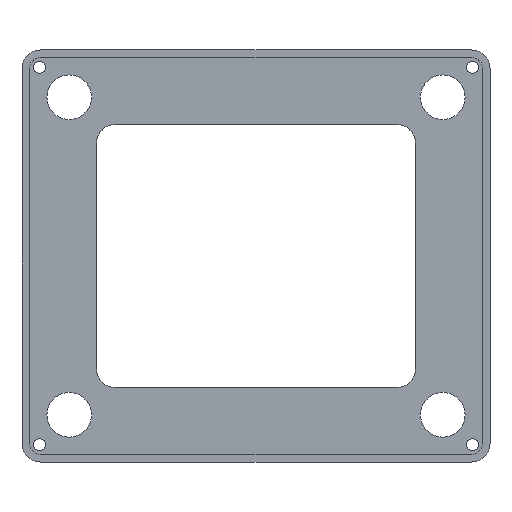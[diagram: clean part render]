
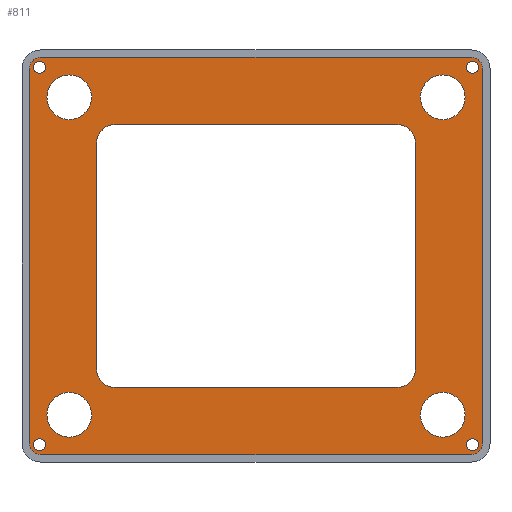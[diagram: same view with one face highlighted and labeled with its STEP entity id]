
A CAD part, top view. The second image highlights one B-rep face of the part: STEP entity #811.
In plain terms, the highlighted planar face has unit normal (0, 0, 1).
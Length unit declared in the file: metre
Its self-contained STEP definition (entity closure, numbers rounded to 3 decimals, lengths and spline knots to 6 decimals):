
#52=LINE('',#1216,#112);
#53=LINE('',#1221,#113);
#54=LINE('',#1225,#114);
#55=LINE('',#1229,#115);
#56=LINE('',#1240,#116);
#57=LINE('',#1245,#117);
#58=LINE('',#1249,#118);
#59=LINE('',#1253,#119);
#112=VECTOR('',#974,1.);
#113=VECTOR('',#977,1.);
#114=VECTOR('',#980,1.);
#115=VECTOR('',#983,1.);
#116=VECTOR('',#994,1.);
#117=VECTOR('',#997,1.);
#118=VECTOR('',#1000,1.);
#119=VECTOR('',#1003,1.);
#172=ORIENTED_EDGE('',*,*,#404,.T.);
#173=ORIENTED_EDGE('',*,*,#405,.T.);
#174=ORIENTED_EDGE('',*,*,#406,.T.);
#175=ORIENTED_EDGE('',*,*,#407,.T.);
#176=ORIENTED_EDGE('',*,*,#408,.F.);
#177=ORIENTED_EDGE('',*,*,#409,.T.);
#178=ORIENTED_EDGE('',*,*,#410,.T.);
#179=ORIENTED_EDGE('',*,*,#411,.T.);
#180=ORIENTED_EDGE('',*,*,#412,.T.);
#181=ORIENTED_EDGE('',*,*,#413,.T.);
#182=ORIENTED_EDGE('',*,*,#414,.F.);
#183=ORIENTED_EDGE('',*,*,#415,.T.);
#184=ORIENTED_EDGE('',*,*,#416,.T.);
#185=ORIENTED_EDGE('',*,*,#417,.T.);
#186=ORIENTED_EDGE('',*,*,#418,.T.);
#187=ORIENTED_EDGE('',*,*,#419,.T.);
#188=ORIENTED_EDGE('',*,*,#420,.F.);
#189=ORIENTED_EDGE('',*,*,#421,.F.);
#190=ORIENTED_EDGE('',*,*,#422,.F.);
#191=ORIENTED_EDGE('',*,*,#423,.F.);
#192=ORIENTED_EDGE('',*,*,#424,.F.);
#193=ORIENTED_EDGE('',*,*,#425,.F.);
#194=ORIENTED_EDGE('',*,*,#426,.F.);
#195=ORIENTED_EDGE('',*,*,#427,.F.);
#404=EDGE_CURVE('',#520,#520,#600,.T.);
#405=EDGE_CURVE('',#521,#521,#601,.T.);
#406=EDGE_CURVE('',#522,#522,#602,.T.);
#407=EDGE_CURVE('',#523,#523,#603,.T.);
#408=EDGE_CURVE('',#524,#525,#52,.T.);
#409=EDGE_CURVE('',#524,#526,#604,.T.);
#410=EDGE_CURVE('',#526,#527,#53,.T.);
#411=EDGE_CURVE('',#527,#528,#605,.T.);
#412=EDGE_CURVE('',#528,#529,#54,.T.);
#413=EDGE_CURVE('',#529,#530,#606,.T.);
#414=EDGE_CURVE('',#531,#530,#55,.T.);
#415=EDGE_CURVE('',#531,#525,#607,.T.);
#416=EDGE_CURVE('',#532,#532,#608,.T.);
#417=EDGE_CURVE('',#533,#533,#609,.T.);
#418=EDGE_CURVE('',#534,#534,#610,.T.);
#419=EDGE_CURVE('',#535,#535,#611,.T.);
#420=EDGE_CURVE('',#536,#537,#56,.T.);
#421=EDGE_CURVE('',#538,#536,#612,.T.);
#422=EDGE_CURVE('',#539,#538,#57,.T.);
#423=EDGE_CURVE('',#540,#539,#613,.T.);
#424=EDGE_CURVE('',#541,#540,#58,.T.);
#425=EDGE_CURVE('',#542,#541,#614,.T.);
#426=EDGE_CURVE('',#543,#542,#59,.T.);
#427=EDGE_CURVE('',#537,#543,#615,.T.);
#520=VERTEX_POINT('',#1209);
#521=VERTEX_POINT('',#1211);
#522=VERTEX_POINT('',#1213);
#523=VERTEX_POINT('',#1215);
#524=VERTEX_POINT('',#1217);
#525=VERTEX_POINT('',#1218);
#526=VERTEX_POINT('',#1220);
#527=VERTEX_POINT('',#1222);
#528=VERTEX_POINT('',#1224);
#529=VERTEX_POINT('',#1226);
#530=VERTEX_POINT('',#1228);
#531=VERTEX_POINT('',#1230);
#532=VERTEX_POINT('',#1233);
#533=VERTEX_POINT('',#1235);
#534=VERTEX_POINT('',#1237);
#535=VERTEX_POINT('',#1239);
#536=VERTEX_POINT('',#1241);
#537=VERTEX_POINT('',#1242);
#538=VERTEX_POINT('',#1244);
#539=VERTEX_POINT('',#1246);
#540=VERTEX_POINT('',#1248);
#541=VERTEX_POINT('',#1250);
#542=VERTEX_POINT('',#1252);
#543=VERTEX_POINT('',#1254);
#600=CIRCLE('',#872,0.0016);
#601=CIRCLE('',#873,0.0016);
#602=CIRCLE('',#874,0.0016);
#603=CIRCLE('',#875,0.0016);
#604=CIRCLE('',#876,0.005);
#605=CIRCLE('',#877,0.005);
#606=CIRCLE('',#878,0.005);
#607=CIRCLE('',#879,0.005);
#608=CIRCLE('',#880,0.006);
#609=CIRCLE('',#881,0.006);
#610=CIRCLE('',#882,0.006);
#611=CIRCLE('',#883,0.006);
#612=CIRCLE('',#884,0.003);
#613=CIRCLE('',#885,0.003);
#614=CIRCLE('',#886,0.003);
#615=CIRCLE('',#887,0.003);
#644=EDGE_LOOP('',(#172));
#645=EDGE_LOOP('',(#173));
#646=EDGE_LOOP('',(#174));
#647=EDGE_LOOP('',(#175));
#648=EDGE_LOOP('',(#176,#177,#178,#179,#180,#181,#182,#183));
#649=EDGE_LOOP('',(#184));
#650=EDGE_LOOP('',(#185));
#651=EDGE_LOOP('',(#186));
#652=EDGE_LOOP('',(#187));
#653=EDGE_LOOP('',(#188,#189,#190,#191,#192,#193,#194,#195));
#718=FACE_BOUND('',#644,.T.);
#719=FACE_BOUND('',#645,.T.);
#720=FACE_BOUND('',#646,.T.);
#721=FACE_BOUND('',#647,.T.);
#722=FACE_BOUND('',#648,.T.);
#723=FACE_BOUND('',#649,.T.);
#724=FACE_BOUND('',#650,.T.);
#725=FACE_BOUND('',#651,.T.);
#726=FACE_BOUND('',#652,.T.);
#727=FACE_BOUND('',#653,.T.);
#792=PLANE('',#871);
#811=ADVANCED_FACE('',(#718,#719,#720,#721,#722,#723,#724,#725,#726,#727),
#792,.F.);
#871=AXIS2_PLACEMENT_3D('',#1207,#964,#965);
#872=AXIS2_PLACEMENT_3D('',#1208,#966,#967);
#873=AXIS2_PLACEMENT_3D('',#1210,#968,#969);
#874=AXIS2_PLACEMENT_3D('',#1212,#970,#971);
#875=AXIS2_PLACEMENT_3D('',#1214,#972,#973);
#876=AXIS2_PLACEMENT_3D('',#1219,#975,#976);
#877=AXIS2_PLACEMENT_3D('',#1223,#978,#979);
#878=AXIS2_PLACEMENT_3D('',#1227,#981,#982);
#879=AXIS2_PLACEMENT_3D('',#1231,#984,#985);
#880=AXIS2_PLACEMENT_3D('',#1232,#986,#987);
#881=AXIS2_PLACEMENT_3D('',#1234,#988,#989);
#882=AXIS2_PLACEMENT_3D('',#1236,#990,#991);
#883=AXIS2_PLACEMENT_3D('',#1238,#992,#993);
#884=AXIS2_PLACEMENT_3D('',#1243,#995,#996);
#885=AXIS2_PLACEMENT_3D('',#1247,#998,#999);
#886=AXIS2_PLACEMENT_3D('',#1251,#1001,#1002);
#887=AXIS2_PLACEMENT_3D('',#1255,#1004,#1005);
#964=DIRECTION('',(0.,0.,-1.));
#965=DIRECTION('',(1.,0.,0.));
#966=DIRECTION('',(0.,0.,-1.));
#967=DIRECTION('',(-1.,0.,0.));
#968=DIRECTION('',(0.,0.,-1.));
#969=DIRECTION('',(-1.,0.,0.));
#970=DIRECTION('',(0.,0.,-1.));
#971=DIRECTION('',(-1.,0.,0.));
#972=DIRECTION('',(0.,0.,-1.));
#973=DIRECTION('',(-1.,0.,0.));
#974=DIRECTION('',(0.,-1.,0.));
#975=DIRECTION('',(0.,0.,-1.));
#976=DIRECTION('',(-1.,0.,0.));
#977=DIRECTION('',(1.,0.,0.));
#978=DIRECTION('',(0.,0.,-1.));
#979=DIRECTION('',(-1.,0.,0.));
#980=DIRECTION('',(0.,-1.,0.));
#981=DIRECTION('',(0.,0.,-1.));
#982=DIRECTION('',(-1.,0.,0.));
#983=DIRECTION('',(1.,0.,0.));
#984=DIRECTION('',(0.,0.,-1.));
#985=DIRECTION('',(-1.,0.,0.));
#986=DIRECTION('',(0.,0.,-1.));
#987=DIRECTION('',(-1.,0.,0.));
#988=DIRECTION('',(0.,0.,-1.));
#989=DIRECTION('',(-1.,0.,0.));
#990=DIRECTION('',(0.,0.,-1.));
#991=DIRECTION('',(-1.,0.,0.));
#992=DIRECTION('',(0.,0.,-1.));
#993=DIRECTION('',(-1.,0.,0.));
#994=DIRECTION('',(1.,0.,0.));
#995=DIRECTION('',(0.,0.,-1.));
#996=DIRECTION('',(-1.,0.,0.));
#997=DIRECTION('',(0.,1.,0.));
#998=DIRECTION('',(0.,0.,-1.));
#999=DIRECTION('',(-1.,0.,0.));
#1000=DIRECTION('',(-1.,0.,0.));
#1001=DIRECTION('',(0.,0.,-1.));
#1002=DIRECTION('',(-1.,0.,0.));
#1003=DIRECTION('',(0.,-1.,0.));
#1004=DIRECTION('',(0.,0.,-1.));
#1005=DIRECTION('',(-1.,0.,0.));
#1207=CARTESIAN_POINT('',(0.,0.,-0.030925));
#1208=CARTESIAN_POINT('',(0.058121,-0.050621,-0.030925));
#1209=CARTESIAN_POINT('',(0.056521,-0.050621,-0.030925));
#1210=CARTESIAN_POINT('',(-0.058121,-0.050621,-0.030925));
#1211=CARTESIAN_POINT('',(-0.059721,-0.050621,-0.030925));
#1212=CARTESIAN_POINT('',(-0.058121,0.050621,-0.030925));
#1213=CARTESIAN_POINT('',(-0.059721,0.050621,-0.030925));
#1214=CARTESIAN_POINT('',(0.058121,0.050621,-0.030925));
#1215=CARTESIAN_POINT('',(0.056521,0.050621,-0.030925));
#1216=CARTESIAN_POINT('',(-0.0428,0.,-0.030925));
#1217=CARTESIAN_POINT('',(-0.0428,0.0303,-0.030925));
#1218=CARTESIAN_POINT('',(-0.0428,-0.0303,-0.030925));
#1219=CARTESIAN_POINT('',(-0.0378,0.0303,-0.030925));
#1220=CARTESIAN_POINT('',(-0.0378,0.0353,-0.030925));
#1221=CARTESIAN_POINT('',(0.,0.0353,-0.030925));
#1222=CARTESIAN_POINT('',(0.0378,0.0353,-0.030925));
#1223=CARTESIAN_POINT('',(0.0378,0.0303,-0.030925));
#1224=CARTESIAN_POINT('',(0.0428,0.0303,-0.030925));
#1225=CARTESIAN_POINT('',(0.0428,0.,-0.030925));
#1226=CARTESIAN_POINT('',(0.0428,-0.0303,-0.030925));
#1227=CARTESIAN_POINT('',(0.0378,-0.0303,-0.030925));
#1228=CARTESIAN_POINT('',(0.0378,-0.0353,-0.030925));
#1229=CARTESIAN_POINT('',(0.,-0.0353,-0.030925));
#1230=CARTESIAN_POINT('',(-0.0378,-0.0353,-0.030925));
#1231=CARTESIAN_POINT('',(-0.0378,-0.0303,-0.030925));
#1232=CARTESIAN_POINT('',(-0.05012,-0.042606,-0.030925));
#1233=CARTESIAN_POINT('',(-0.05612,-0.042606,-0.030925));
#1234=CARTESIAN_POINT('',(0.05012,-0.042606,-0.030925));
#1235=CARTESIAN_POINT('',(0.04412,-0.042606,-0.030925));
#1236=CARTESIAN_POINT('',(-0.05012,0.042606,-0.030925));
#1237=CARTESIAN_POINT('',(-0.05612,0.042606,-0.030925));
#1238=CARTESIAN_POINT('',(0.05012,0.042606,-0.030925));
#1239=CARTESIAN_POINT('',(0.04412,0.042606,-0.030925));
#1240=CARTESIAN_POINT('',(0.,0.0533,-0.030925));
#1241=CARTESIAN_POINT('',(-0.0578,0.0533,-0.030925));
#1242=CARTESIAN_POINT('',(0.0578,0.0533,-0.030925));
#1243=CARTESIAN_POINT('',(-0.0578,0.0503,-0.030925));
#1244=CARTESIAN_POINT('',(-0.0608,0.0503,-0.030925));
#1245=CARTESIAN_POINT('',(-0.0608,0.,-0.030925));
#1246=CARTESIAN_POINT('',(-0.0608,-0.0503,-0.030925));
#1247=CARTESIAN_POINT('',(-0.0578,-0.0503,-0.030925));
#1248=CARTESIAN_POINT('',(-0.0578,-0.0533,-0.030925));
#1249=CARTESIAN_POINT('',(0.,-0.0533,-0.030925));
#1250=CARTESIAN_POINT('',(0.0578,-0.0533,-0.030925));
#1251=CARTESIAN_POINT('',(0.0578,-0.0503,-0.030925));
#1252=CARTESIAN_POINT('',(0.0608,-0.0503,-0.030925));
#1253=CARTESIAN_POINT('',(0.0608,0.,-0.030925));
#1254=CARTESIAN_POINT('',(0.0608,0.0503,-0.030925));
#1255=CARTESIAN_POINT('',(0.0578,0.0503,-0.030925));
